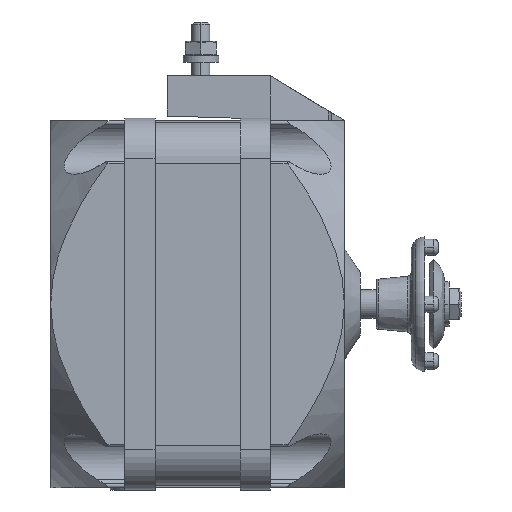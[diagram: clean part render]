
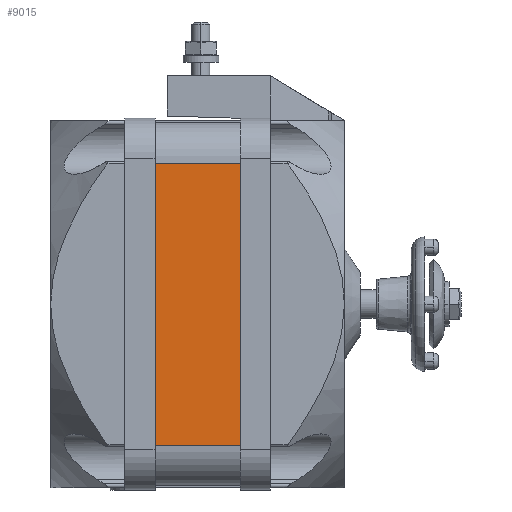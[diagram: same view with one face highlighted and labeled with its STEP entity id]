
A CAD part, front view. The second image highlights one B-rep face of the part: STEP entity #9015.
In plain terms, the highlighted planar face has unit normal (0, -1, 0).
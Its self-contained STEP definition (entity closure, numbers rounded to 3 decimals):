
#1657=DIRECTION('',(0.,0.,-1.));
#1658=VECTOR('',#1657,62.999);
#1659=CARTESIAN_POINT('',(9.5,-41.,31.5));
#1660=LINE('',#1659,#1658);
#1954=DIRECTION('',(1.,0.,0.));
#1955=VECTOR('',#1954,19.);
#1956=CARTESIAN_POINT('',(-9.5,-41.,31.5));
#1957=LINE('',#1956,#1955);
#1962=DIRECTION('',(1.,0.,0.));
#1963=VECTOR('',#1962,19.);
#1964=CARTESIAN_POINT('',(-9.5,-41.,-31.5));
#1965=LINE('',#1964,#1963);
#1966=DIRECTION('',(0.,0.,-1.));
#1967=VECTOR('',#1966,62.999);
#1968=CARTESIAN_POINT('',(-9.5,-41.,31.5));
#1969=LINE('',#1968,#1967);
#5715=CARTESIAN_POINT('',(-9.5,-41.,-31.5));
#5716=VERTEX_POINT('',#5715);
#5717=CARTESIAN_POINT('',(-9.5,-41.,31.5));
#5718=VERTEX_POINT('',#5717);
#6197=CARTESIAN_POINT('',(9.5,-41.,-31.5));
#6198=VERTEX_POINT('',#6197);
#6199=CARTESIAN_POINT('',(9.5,-41.,31.5));
#6200=VERTEX_POINT('',#6199);
#9003=CARTESIAN_POINT('',(-9.5,-41.,-31.5));
#9004=DIRECTION('',(0.,-1.,0.));
#9005=DIRECTION('',(0.,0.,-1.));
#9006=AXIS2_PLACEMENT_3D('',#9003,#9004,#9005);
#9007=PLANE('',#9006);
#9008=ORIENTED_EDGE('',*,*,#8577,.T.);
#9010=ORIENTED_EDGE('',*,*,#9009,.F.);
#9011=ORIENTED_EDGE('',*,*,#8831,.F.);
#9012=ORIENTED_EDGE('',*,*,#8996,.T.);
#9013=EDGE_LOOP('',(#9008,#9010,#9011,#9012));
#9014=FACE_OUTER_BOUND('',#9013,.F.);
#9015=ADVANCED_FACE('',(#9014),#9007,.T.);
#8577=EDGE_CURVE('',#6200,#6198,#1660,.T.);
#8831=EDGE_CURVE('',#5718,#5716,#1969,.T.);
#8996=EDGE_CURVE('',#5718,#6200,#1957,.T.);
#9009=EDGE_CURVE('',#5716,#6198,#1965,.T.);
